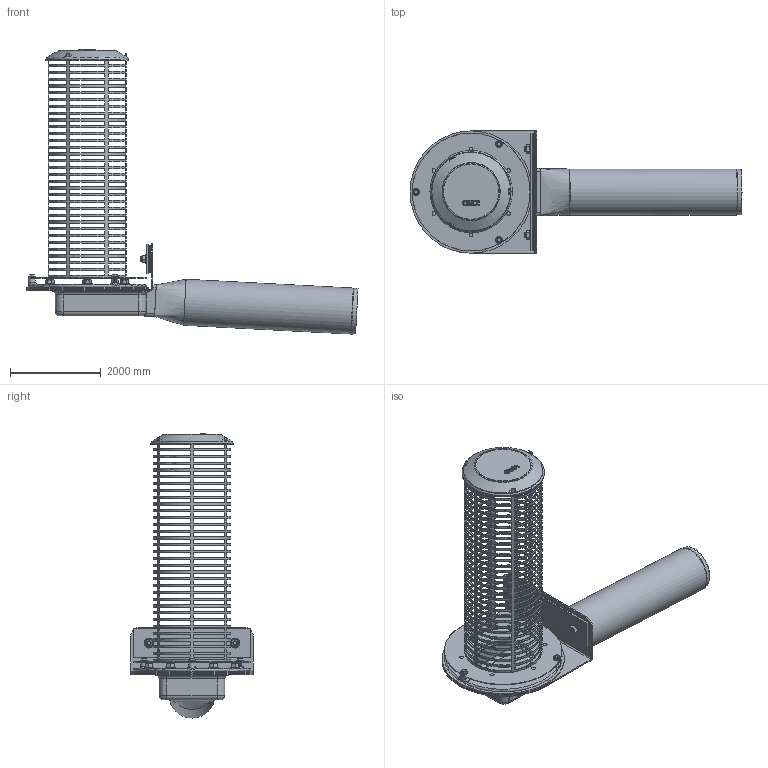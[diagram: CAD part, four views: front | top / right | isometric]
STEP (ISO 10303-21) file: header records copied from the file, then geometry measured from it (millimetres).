
FILE_DESCRIPTION(/* description */ (''),/* implementation_level */ '2;1');
FILE_NAME(/* name */ '13627.100X_3D.stp',/* time_stamp */ '2024-12-11T14:50:26+01:00',/* author */ ('CAD'),/* organization */ (''),/* preprocessor_version */ 'ST-DEVELOPER v20',/* originating_system */ 'AutoCAD Mechanical',/* authorisation */ '');
FILE_SCHEMA (('AUTOMOTIVE_DESIGN { 1 0 10303 214 3 1 1 }'));
Products named in the file (6): Product; *S0; *U2; *U1; *U4; *U3
Assembly tree (12 placements, depth 3):
  Product
    *S0
    *U2
      *U1  x6
    *U4
      *U3  x3
Bounding box: 7326.23 x 2700 x 6269.41 mm (x, y, z)
Volume: 1317662200.4 mm3; surface area: 124531934 mm2
Topology: 32 solids, 32 shells, 1798 faces, 4844 edges, 3045 vertices
Faces by surface type: plane 1021, cone 459, cylinder 183, torus 79, bspline 53, sphere 3
Full cylindrical faces by diameter (mm): 70 x12, 80 x21, 83.76 x8, 90.3 x2, 100 x8, 160 x16, 992 x1, 1016 x1, 1220 x1, 1300 x1, 1690 x2, 1720 x1, 1790 x1, 1820 x1, 2600 x1, 2700 x1
Entity records: 58077 total; most frequent: CARTESIAN_POINT 15406, DIRECTION 9150, ORIENTED_EDGE 8774, EDGE_CURVE 4387, AXIS2_PLACEMENT_3D 3389, VERTEX_POINT 2787, LINE 2372, VECTOR 2372
